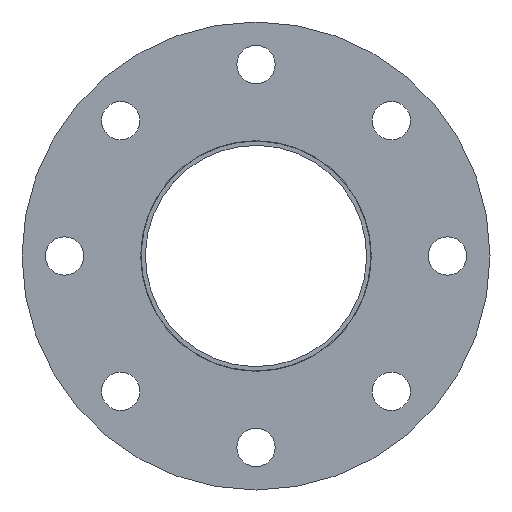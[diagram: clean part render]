
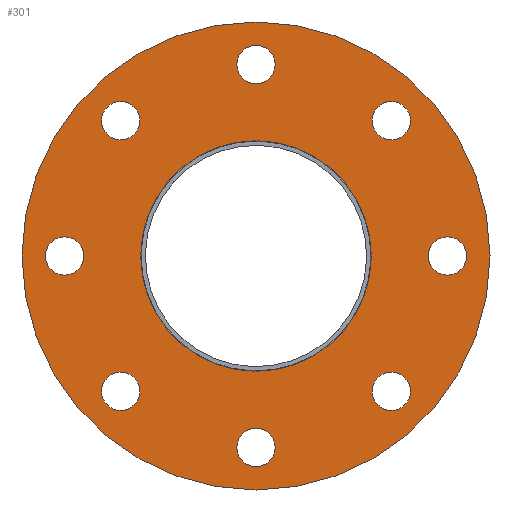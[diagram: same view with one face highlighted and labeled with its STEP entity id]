
A CAD part, left-side view. The second image highlights one B-rep face of the part: STEP entity #301.
In plain terms, the highlighted planar face has unit normal (-1, 0, 0).
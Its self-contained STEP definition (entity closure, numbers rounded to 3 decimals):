
#23=PLANE($,#344);
#39=FACE_BOUND($,#101,.T.);
#40=FACE_BOUND($,#102,.T.);
#41=FACE_BOUND($,#103,.T.);
#42=FACE_BOUND($,#104,.T.);
#43=FACE_BOUND($,#105,.T.);
#44=FACE_BOUND($,#106,.T.);
#45=FACE_BOUND($,#107,.T.);
#46=FACE_BOUND($,#108,.T.);
#47=FACE_BOUND($,#109,.T.);
#48=FACE_BOUND($,#110,.T.);
#101=EDGE_LOOP($,(#231));
#102=EDGE_LOOP($,(#232));
#103=EDGE_LOOP($,(#233));
#104=EDGE_LOOP($,(#234));
#105=EDGE_LOOP($,(#235));
#106=EDGE_LOOP($,(#236));
#107=EDGE_LOOP($,(#237));
#108=EDGE_LOOP($,(#238));
#109=EDGE_LOOP($,(#239));
#110=EDGE_LOOP($,(#240));
#131=CIRCLE($,#314,54.2);
#134=CIRCLE($,#319,9.);
#136=CIRCLE($,#322,9.);
#138=CIRCLE($,#325,9.);
#140=CIRCLE($,#328,9.);
#142=CIRCLE($,#331,9.);
#144=CIRCLE($,#334,9.);
#146=CIRCLE($,#337,9.);
#148=CIRCLE($,#340,9.);
#151=CIRCLE($,#345,110.);
#157=VERTEX_POINT($,#461);
#160=VERTEX_POINT($,#469);
#162=VERTEX_POINT($,#474);
#164=VERTEX_POINT($,#479);
#166=VERTEX_POINT($,#484);
#168=VERTEX_POINT($,#489);
#170=VERTEX_POINT($,#494);
#172=VERTEX_POINT($,#499);
#174=VERTEX_POINT($,#504);
#177=VERTEX_POINT($,#512);
#183=EDGE_CURVE($,#157,#157,#131,.T.);
#186=EDGE_CURVE($,#160,#160,#134,.T.);
#188=EDGE_CURVE($,#162,#162,#136,.T.);
#190=EDGE_CURVE($,#164,#164,#138,.T.);
#192=EDGE_CURVE($,#166,#166,#140,.T.);
#194=EDGE_CURVE($,#168,#168,#142,.T.);
#196=EDGE_CURVE($,#170,#170,#144,.T.);
#198=EDGE_CURVE($,#172,#172,#146,.T.);
#200=EDGE_CURVE($,#174,#174,#148,.T.);
#203=EDGE_CURVE($,#177,#177,#151,.T.);
#231=ORIENTED_EDGE($,*,*,#183,.T.);
#232=ORIENTED_EDGE($,*,*,#186,.T.);
#233=ORIENTED_EDGE($,*,*,#188,.T.);
#234=ORIENTED_EDGE($,*,*,#190,.T.);
#235=ORIENTED_EDGE($,*,*,#192,.T.);
#236=ORIENTED_EDGE($,*,*,#194,.T.);
#237=ORIENTED_EDGE($,*,*,#196,.T.);
#238=ORIENTED_EDGE($,*,*,#198,.T.);
#239=ORIENTED_EDGE($,*,*,#200,.T.);
#240=ORIENTED_EDGE($,*,*,#203,.F.);
#301=ADVANCED_FACE($,(#39,#40,#41,#42,#43,#44,#45,#46,#47,#48),#23,.T.);
#314=AXIS2_PLACEMENT_3D($,#462,#365,#366);
#319=AXIS2_PLACEMENT_3D($,#470,#375,#376);
#322=AXIS2_PLACEMENT_3D($,#475,#381,#382);
#325=AXIS2_PLACEMENT_3D($,#480,#387,#388);
#328=AXIS2_PLACEMENT_3D($,#485,#393,#394);
#331=AXIS2_PLACEMENT_3D($,#490,#399,#400);
#334=AXIS2_PLACEMENT_3D($,#495,#405,#406);
#337=AXIS2_PLACEMENT_3D($,#500,#411,#412);
#340=AXIS2_PLACEMENT_3D($,#505,#417,#418);
#344=AXIS2_PLACEMENT_3D($,#511,#425,#426);
#345=AXIS2_PLACEMENT_3D($,#513,#427,#428);
#365=DIRECTION('center_axis',(1.,0.,0.));
#366=DIRECTION('ref_axis',(0.,-1.,0.));
#375=DIRECTION('center_axis',(1.,0.,0.));
#376=DIRECTION('ref_axis',(0.,0.707,0.707));
#381=DIRECTION('center_axis',(1.,0.,0.));
#382=DIRECTION('ref_axis',(0.,1.,0.));
#387=DIRECTION('center_axis',(1.,0.,0.));
#388=DIRECTION('ref_axis',(0.,0.707,-0.707));
#393=DIRECTION('center_axis',(1.,0.,0.));
#394=DIRECTION('ref_axis',(0.,0.,-1.));
#399=DIRECTION('center_axis',(1.,0.,0.));
#400=DIRECTION('ref_axis',(0.,-0.707,-0.707));
#405=DIRECTION('center_axis',(1.,0.,0.));
#406=DIRECTION('ref_axis',(0.,-1.,0.));
#411=DIRECTION('center_axis',(1.,0.,0.));
#412=DIRECTION('ref_axis',(0.,-0.707,0.707));
#417=DIRECTION('center_axis',(1.,0.,0.));
#418=DIRECTION('ref_axis',(0.,0.,1.));
#425=DIRECTION('center_axis',(-1.,0.,0.));
#426=DIRECTION('ref_axis',(0.,0.,1.));
#427=DIRECTION('center_axis',(1.,0.,0.));
#428=DIRECTION('ref_axis',(0.,1.,0.));
#461=CARTESIAN_POINT('',(0.,-54.2,0.));
#462=CARTESIAN_POINT('Origin',(0.,0.,
0.));
#469=CARTESIAN_POINT('',(0.,57.276,-70.004));
#470=CARTESIAN_POINT('Origin',(0.,63.64,
-63.64));
#474=CARTESIAN_POINT('',(0.,-9.,-90.));
#475=CARTESIAN_POINT('Origin',(0.,0.,
-90.));
#479=CARTESIAN_POINT('',(0.,-70.004,-57.276));
#480=CARTESIAN_POINT('Origin',(0.,-63.64,
-63.64));
#484=CARTESIAN_POINT('',(0.,-90.,9.));
#485=CARTESIAN_POINT('Origin',(0.,-90.,0.));
#489=CARTESIAN_POINT('',(0.,-57.276,70.004));
#490=CARTESIAN_POINT('Origin',(0.,-63.64,
63.64));
#494=CARTESIAN_POINT('',(0.,9.,90.));
#495=CARTESIAN_POINT('Origin',(0.,0.,90.));
#499=CARTESIAN_POINT('',(0.,70.004,57.276));
#500=CARTESIAN_POINT('Origin',(0.,63.64,
63.64));
#504=CARTESIAN_POINT('',(0.,90.,-9.));
#505=CARTESIAN_POINT('Origin',(0.,90.,0.));
#511=CARTESIAN_POINT('Origin',(0.,55.,0.));
#512=CARTESIAN_POINT('',(0.,110.,0.));
#513=CARTESIAN_POINT('Origin',(0.,0.,
0.));
